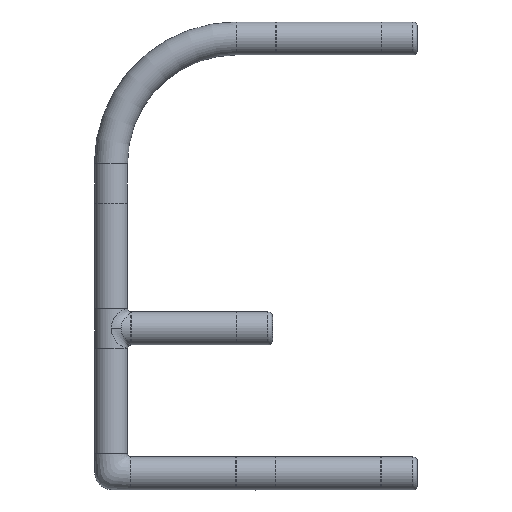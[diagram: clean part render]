
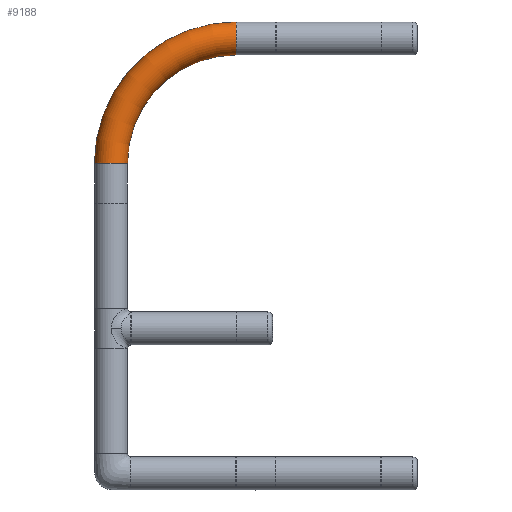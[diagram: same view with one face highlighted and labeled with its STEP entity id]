
A CAD part, top view. The second image highlights one B-rep face of the part: STEP entity #9188.
In plain terms, the highlighted toroidal (fillet/blend) face has major radius 94.8 mm and minor radius 12.5 mm.
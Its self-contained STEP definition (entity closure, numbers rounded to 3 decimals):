
#752=TOROIDAL_SURFACE('',#51846,94.8,12.5);
#6443=CIRCLE('',#51840,12.5);
#6444=CIRCLE('',#51842,12.5);
#6445=CIRCLE('',#51844,82.3);
#6446=CIRCLE('',#51845,107.3);
#9188=ADVANCED_FACE('',(#12579),#752,.T.);
#12579=FACE_OUTER_BOUND('',#15684,.T.);
#15684=EDGE_LOOP('',(#28668,#28669,#28670,#28671));
#28668=ORIENTED_EDGE('',*,*,#40328,.F.);
#28669=ORIENTED_EDGE('',*,*,#40330,.T.);
#28670=ORIENTED_EDGE('',*,*,#40326,.T.);
#28671=ORIENTED_EDGE('',*,*,#40331,.T.);
#33667=VERTEX_POINT('',#113278);
#33668=VERTEX_POINT('',#113280);
#33669=VERTEX_POINT('',#113284);
#33670=VERTEX_POINT('',#113286);
#40326=EDGE_CURVE('',#33667,#33668,#6443,.T.);
#40328=EDGE_CURVE('',#33669,#33670,#6444,.T.);
#40330=EDGE_CURVE('',#33669,#33667,#6445,.T.);
#40331=EDGE_CURVE('',#33668,#33670,#6446,.T.);
#51840=AXIS2_PLACEMENT_3D('',#113281,#64959,#64960);
#51842=AXIS2_PLACEMENT_3D('',#113285,#64964,#64965);
#51844=AXIS2_PLACEMENT_3D('',#113289,#64969,#64970);
#51845=AXIS2_PLACEMENT_3D('',#113290,#64971,#64972);
#51846=AXIS2_PLACEMENT_3D('',#113291,#64973,#64974);
#64959=DIRECTION('',(-1.,0.,0.));
#64960=DIRECTION('',(0.,-1.,0.));
#64964=DIRECTION('',(0.,-1.,0.));
#64965=DIRECTION('',(1.,0.,0.));
#64969=DIRECTION('',(0.,0.,-1.));
#64970=DIRECTION('',(0.,-1.,0.));
#64971=DIRECTION('',(0.,0.,1.));
#64972=DIRECTION('',(0.,-1.,0.));
#64973=DIRECTION('',(0.,0.,-1.));
#64974=DIRECTION('',(0.,-1.,0.));
#113278=CARTESIAN_POINT('',(94.775,317.223,0.));
#113280=CARTESIAN_POINT('',(94.775,342.223,0.));
#113281=CARTESIAN_POINT('',(94.775,329.723,0.));
#113284=CARTESIAN_POINT('',(12.5,234.948,0.));
#113285=CARTESIAN_POINT('',(0.,234.948,0.));
#113286=CARTESIAN_POINT('',(-12.5,234.948,0.));
#113289=CARTESIAN_POINT('',(94.8,234.923,0.));
#113290=CARTESIAN_POINT('',(94.8,234.923,0.));
#113291=CARTESIAN_POINT('',(94.8,234.923,0.));
